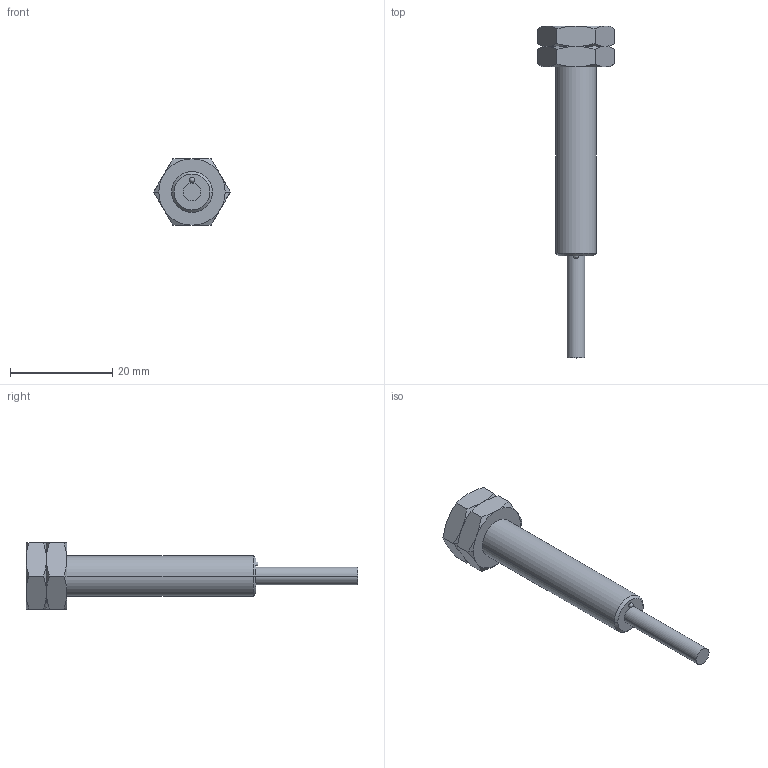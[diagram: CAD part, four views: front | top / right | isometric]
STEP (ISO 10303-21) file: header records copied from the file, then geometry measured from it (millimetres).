
FILE_DESCRIPTION(('STEP AP214'),'1');
FILE_NAME('dw-ad-701-m8.stp','2015-01-16T12:12:23',('TraceParts'),('TraceParts S.A.'),'XStep 1.0',' ',' ');
FILE_SCHEMA(('automotive_design'));
Length unit declared in the file: millimetre
Products named in the file (3): 1; 2; 3
Bounding box: 15.01 x 65 x 13 mm (x, y, z)
Volume: 3268.8 mm3; surface area: 2353 mm2
Topology: 3 solids, 3 shells, 72 faces, 152 edges, 86 vertices
Faces by surface type: cone 44, plane 19, cylinder 8, sphere 1
Entity records: 1981 total; most frequent: CARTESIAN_POINT 503, DIRECTION 314, ORIENTED_EDGE 300, EDGE_CURVE 150, AXIS2_PLACEMENT_3D 137, VERTEX_POINT 86, EDGE_LOOP 78, ADVANCED_FACE 72
